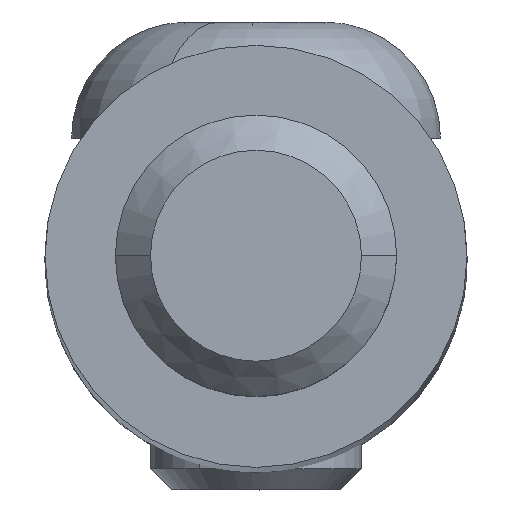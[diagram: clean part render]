
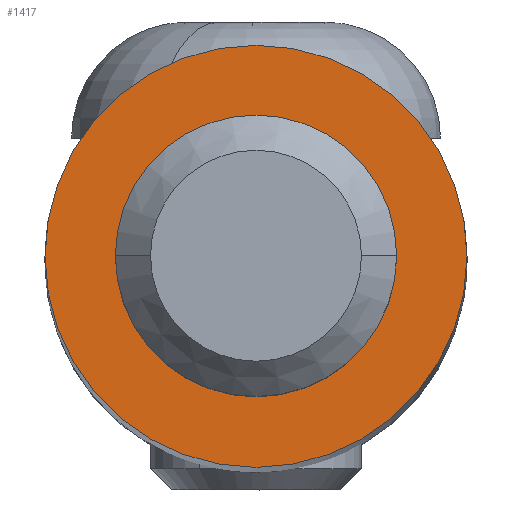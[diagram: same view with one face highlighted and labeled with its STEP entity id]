
A CAD part, top view. The second image highlights one B-rep face of the part: STEP entity #1417.
In plain terms, the highlighted planar face has unit normal (0, 0, 1).
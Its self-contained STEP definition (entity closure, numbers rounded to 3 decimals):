
#43 = EDGE_CURVE ( 'NONE', #1195, #2100, #518, .T. ) ;
#71 = ORIENTED_EDGE ( 'NONE', *, *, #1071, .F. ) ;
#93 = CARTESIAN_POINT ( 'NONE',  ( 0., 0., 87. ) ) ;
#122 = EDGE_LOOP ( 'NONE', ( #71, #1293 ) ) ;
#271 = DIRECTION ( 'NONE',  ( 1., 0., 0. ) ) ;
#433 = CIRCLE ( 'NONE', #715, 6. ) ;
#464 = FACE_OUTER_BOUND ( 'NONE', #1313, .T. ) ;
#468 = CARTESIAN_POINT ( 'NONE',  ( 0., 0., 87. ) ) ;
#518 = CIRCLE ( 'NONE', #1448, 6. ) ;
#527 = AXIS2_PLACEMENT_3D ( 'NONE', #468, #868, #883 ) ;
#704 = CARTESIAN_POINT ( 'NONE',  ( 0., 0., 87. ) ) ;
#715 = AXIS2_PLACEMENT_3D ( 'NONE', #93, #1456, #271 ) ;
#798 = CARTESIAN_POINT ( 'NONE',  ( 6., 0., 87. ) ) ;
#868 = DIRECTION ( 'NONE',  ( 0., 0., 1. ) ) ;
#883 = DIRECTION ( 'NONE',  ( 1., 0., 0. ) ) ;
#921 = DIRECTION ( 'NONE',  ( 1., 0., 0. ) ) ;
#1071 = EDGE_CURVE ( 'NONE', #1409, #2547, #1811, .T. ) ;
#1135 = CARTESIAN_POINT ( 'NONE',  ( 0., 0., 87. ) ) ;
#1195 = VERTEX_POINT ( 'NONE', #1470 ) ;
#1247 = DIRECTION ( 'NONE',  ( 0., 0., 1. ) ) ;
#1293 = ORIENTED_EDGE ( 'NONE', *, *, #2255, .F. ) ;
#1313 = EDGE_LOOP ( 'NONE', ( #1591, #1597 ) ) ;
#1338 = DIRECTION ( 'NONE',  ( 0., 0., 1. ) ) ;
#1409 = VERTEX_POINT ( 'NONE', #1761 ) ;
#1417 = ADVANCED_FACE ( 'NONE', ( #464, #2054 ), #1911, .T. ) ;
#1448 = AXIS2_PLACEMENT_3D ( 'NONE', #1135, #1338, #921 ) ;
#1451 = DIRECTION ( 'NONE',  ( 1., 0., 0. ) ) ;
#1456 = DIRECTION ( 'NONE',  ( 0., 0., 1. ) ) ;
#1470 = CARTESIAN_POINT ( 'NONE',  ( -6., 0., 87. ) ) ;
#1591 = ORIENTED_EDGE ( 'NONE', *, *, #43, .T. ) ;
#1597 = ORIENTED_EDGE ( 'NONE', *, *, #2539, .T. ) ;
#1761 = CARTESIAN_POINT ( 'NONE',  ( 3.2, 0., 87. ) ) ;
#1811 = CIRCLE ( 'NONE', #527, 3.2 ) ;
#1865 = CIRCLE ( 'NONE', #2303, 3.2 ) ;
#1911 = PLANE ( 'NONE',  #2530 ) ;
#2054 = FACE_BOUND ( 'NONE', #122, .T. ) ;
#2100 = VERTEX_POINT ( 'NONE', #798 ) ;
#2114 = DIRECTION ( 'NONE',  ( 1., 0., 0. ) ) ;
#2234 = CARTESIAN_POINT ( 'NONE',  ( 0., 0., 87. ) ) ;
#2239 = CARTESIAN_POINT ( 'NONE',  ( -3.2, 0., 87. ) ) ;
#2255 = EDGE_CURVE ( 'NONE', #2547, #1409, #1865, .T. ) ;
#2286 = DIRECTION ( 'NONE',  ( 0., 0., 1. ) ) ;
#2303 = AXIS2_PLACEMENT_3D ( 'NONE', #2234, #1247, #1451 ) ;
#2530 = AXIS2_PLACEMENT_3D ( 'NONE', #704, #2286, #2114 ) ;
#2539 = EDGE_CURVE ( 'NONE', #2100, #1195, #433, .T. ) ;
#2547 = VERTEX_POINT ( 'NONE', #2239 ) ;
